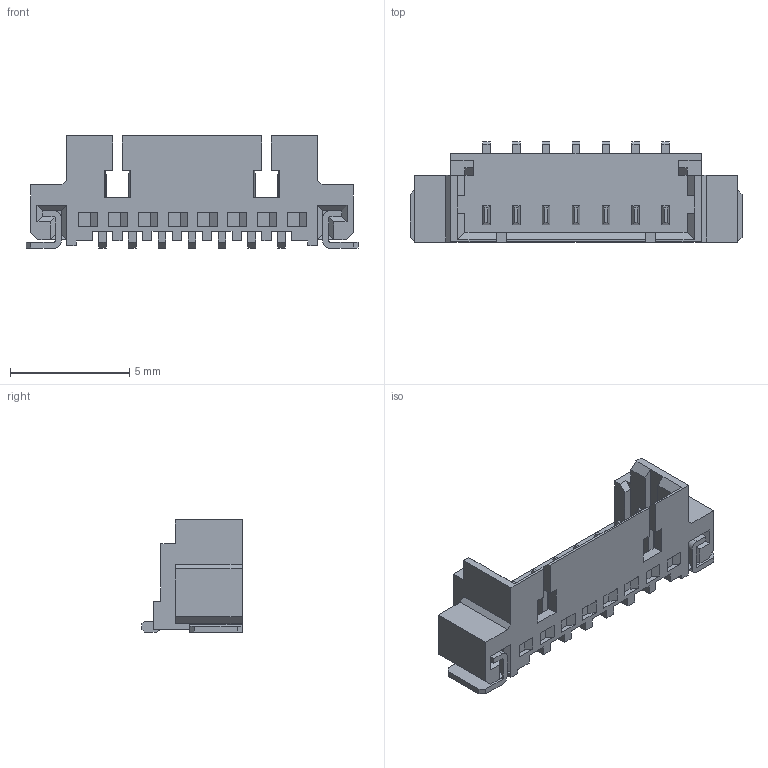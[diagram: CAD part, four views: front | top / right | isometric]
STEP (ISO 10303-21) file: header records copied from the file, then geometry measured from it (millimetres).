
FILE_DESCRIPTION(('FreeCAD Model'),'2;1');
FILE_NAME('../packages3d/Connectors_Molex.3dshapes/Molex_PicoBlade_53398-0771.stp' ,'2016-05-16T03:51:03',('Author'),(''), 'Open CASCADE STEP processor 6.8','FreeCAD','Unknown');
FILE_SCHEMA(('AUTOMOTIVE_DESIGN_CC2 { 1 2 10303 214 -1 1 5 4 }'));
Length unit declared in the file: millimetre
Products named in the file (5): ASSEMBLY; body_53398; mount; pinUp; pinDown
Assembly tree (4 placements, depth 2):
  ASSEMBLY
    body_53398
    mount
    pinUp
    pinDown
Bounding box: 13.9 x 4.2 x 4.7 mm (x, y, z)
Volume: 77.1 mm3; surface area: 414.4 mm2
Topology: 17 solids, 18 shells, 389 faces, 987 edges, 642 vertices
Faces by surface type: plane 377, cylinder 12
Entity records: 25313 total; most frequent: CARTESIAN_POINT 5093, DIRECTION 3657, LINE 2799, VECTOR 2799, ORIENTED_EDGE 1974, PCURVE 1974, DEFINITIONAL_REPRESENTATION 1974, EDGE_CURVE 987
